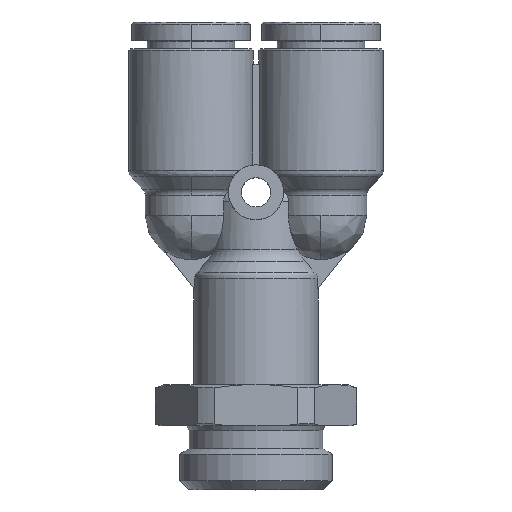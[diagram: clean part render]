
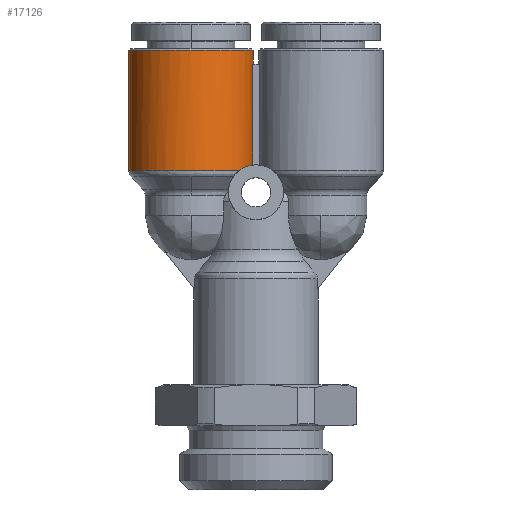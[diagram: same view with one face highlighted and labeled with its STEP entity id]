
A CAD part, top view. The second image highlights one B-rep face of the part: STEP entity #17126.
In plain terms, the highlighted cylindrical face has radius 6.8 mm (diameter 13.6 mm), a partial arc.
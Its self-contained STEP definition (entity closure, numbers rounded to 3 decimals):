
#207 = ORIENTED_EDGE ( 'NONE', *, *, #20592, .F. ) ;
#1194 = CIRCLE ( 'NONE', #20563, 6.8 ) ;
#1338 = EDGE_LOOP ( 'NONE', ( #9659, #24675, #8000, #5416, #207, #6155, #27139, #16593 ) ) ;
#1495 = EDGE_CURVE ( 'NONE', #20697, #27727, #20372, .T. ) ;
#1893 = VECTOR ( 'NONE', #21979, 1000. ) ;
#2195 = CIRCLE ( 'NONE', #25425, 6.8 ) ;
#3635 = VERTEX_POINT ( 'NONE', #12119 ) ;
#4280 = CIRCLE ( 'NONE', #12722, 6.8 ) ;
#4392 = CARTESIAN_POINT ( 'NONE',  ( 4.528, 0., -6.8 ) ) ;
#4479 = AXIS2_PLACEMENT_3D ( 'NONE', #24761, #14518, #29421 ) ;
#4857 = CARTESIAN_POINT ( 'NONE',  ( 0.048, 4.067, 5.457 ) ) ;
#4940 = DIRECTION ( 'NONE',  ( 1., 0., 0. ) ) ;
#4980 = CIRCLE ( 'NONE', #11277, 6.8 ) ;
#5345 = VECTOR ( 'NONE', #4940, 1000. ) ;
#5416 = ORIENTED_EDGE ( 'NONE', *, *, #21311, .T. ) ;
#5583 = EDGE_CURVE ( 'NONE', #3635, #20697, #18541, .T. ) ;
#6155 = ORIENTED_EDGE ( 'NONE', *, *, #14406, .T. ) ;
#6927 = CARTESIAN_POINT ( 'NONE',  ( -0.089, 0., -6.8 ) ) ;
#7070 = DIRECTION ( 'NONE',  ( 1., 0., 0. ) ) ;
#7075 = VERTEX_POINT ( 'NONE', #6927 ) ;
#7147 = CARTESIAN_POINT ( 'NONE',  ( 0.354, 3.048, 6.086 ) ) ;
#7256 = CYLINDRICAL_SURFACE ( 'NONE', #4479, 6.8 ) ;
#7362 = DIRECTION ( 'NONE',  ( -1., 0., 0. ) ) ;
#7570 = CARTESIAN_POINT ( 'NONE',  ( 0.3, 3.322, 5.941 ) ) ;
#8000 = ORIENTED_EDGE ( 'NONE', *, *, #19314, .T. ) ;
#9659 = ORIENTED_EDGE ( 'NONE', *, *, #19926, .T. ) ;
#9736 = CARTESIAN_POINT ( 'NONE',  ( 0.471, 2.206, 6.461 ) ) ;
#10251 = CARTESIAN_POINT ( 'NONE',  ( 11.528, 0., 0. ) ) ;
#10252 = CARTESIAN_POINT ( 'NONE',  ( 11.528, 1., 6.726 ) ) ;
#11277 = AXIS2_PLACEMENT_3D ( 'NONE', #12324, #7362, #27206 ) ;
#12078 = CARTESIAN_POINT ( 'NONE',  ( 4.528, 1., 6.726 ) ) ;
#12119 = CARTESIAN_POINT ( 'NONE',  ( -0.089, 4.287, 5.279 ) ) ;
#12324 = CARTESIAN_POINT ( 'NONE',  ( 13.028, 0., 0. ) ) ;
#12722 = AXIS2_PLACEMENT_3D ( 'NONE', #10251, #20359, #27505 ) ;
#12974 = VECTOR ( 'NONE', #30903, 1000. ) ;
#13749 = LINE ( 'NONE', #24287, #12974 ) ;
#14406 = EDGE_CURVE ( 'NONE', #7075, #3635, #1194, .T. ) ;
#14518 = DIRECTION ( 'NONE',  ( 1., 0., 0. ) ) ;
#14557 = VERTEX_POINT ( 'NONE', #27879 ) ;
#14574 = CARTESIAN_POINT ( 'NONE',  ( 0.504, 1., 6.726 ) ) ;
#14757 = CARTESIAN_POINT ( 'NONE',  ( 0.504, 1., 6.726 ) ) ;
#14985 = CARTESIAN_POINT ( 'NONE',  ( 13.028, 0., -6.8 ) ) ;
#16593 = ORIENTED_EDGE ( 'NONE', *, *, #1495, .T. ) ;
#17126 = ADVANCED_FACE ( 'NONE', ( #25794 ), #7256, .T. ) ;
#17857 = CARTESIAN_POINT ( 'NONE',  ( 11.528, 0., 6.8 ) ) ;
#18541 = B_SPLINE_CURVE_WITH_KNOTS ( 'NONE', 3,
 ( #29375, #4857, #27203, #7570, #7147, #9736, #29266, #14574 ),
 .UNSPECIFIED., .F., .F.,
 ( 4, 2, 2, 4 ),
 ( 0., 0.001, 0.002, 0.004 ),
 .UNSPECIFIED. ) ;
#19314 = EDGE_CURVE ( 'NONE', #27551, #14557, #4980, .T. ) ;
#19344 = CARTESIAN_POINT ( 'NONE',  ( -0.089, 0., 0. ) ) ;
#19926 = EDGE_CURVE ( 'NONE', #27727, #25030, #4280, .T. ) ;
#20359 = DIRECTION ( 'NONE',  ( 1., 0., 0. ) ) ;
#20372 = LINE ( 'NONE', #12078, #5345 ) ;
#20563 = AXIS2_PLACEMENT_3D ( 'NONE', #19344, #7070, #24304 ) ;
#20592 = EDGE_CURVE ( 'NONE', #7075, #27853, #31673, .T. ) ;
#20697 = VERTEX_POINT ( 'NONE', #14757 ) ;
#20814 = CARTESIAN_POINT ( 'NONE',  ( 13.028, 0., 0. ) ) ;
#21311 = EDGE_CURVE ( 'NONE', #14557, #27853, #2195, .T. ) ;
#21979 = DIRECTION ( 'NONE',  ( 1., 0., 0. ) ) ;
#22582 = EDGE_CURVE ( 'NONE', #25030, #27551, #13749, .T. ) ;
#23518 = DIRECTION ( 'NONE',  ( -1., 0., 0. ) ) ;
#24287 = CARTESIAN_POINT ( 'NONE',  ( 4.528, 0., 6.8 ) ) ;
#24304 = DIRECTION ( 'NONE',  ( 0., 0., -1. ) ) ;
#24675 = ORIENTED_EDGE ( 'NONE', *, *, #22582, .T. ) ;
#24761 = CARTESIAN_POINT ( 'NONE',  ( 4.528, 0., 0. ) ) ;
#25030 = VERTEX_POINT ( 'NONE', #17857 ) ;
#25425 = AXIS2_PLACEMENT_3D ( 'NONE', #20814, #23518, #25986 ) ;
#25794 = FACE_OUTER_BOUND ( 'NONE', #1338, .T. ) ;
#25986 = DIRECTION ( 'NONE',  ( 0., 0., -1. ) ) ;
#27139 = ORIENTED_EDGE ( 'NONE', *, *, #5583, .T. ) ;
#27203 = CARTESIAN_POINT ( 'NONE',  ( 0.147, 3.83, 5.627 ) ) ;
#27206 = DIRECTION ( 'NONE',  ( 0., 0., -1. ) ) ;
#27505 = DIRECTION ( 'NONE',  ( 0., 0., -1. ) ) ;
#27551 = VERTEX_POINT ( 'NONE', #30577 ) ;
#27727 = VERTEX_POINT ( 'NONE', #10252 ) ;
#27853 = VERTEX_POINT ( 'NONE', #14985 ) ;
#27879 = CARTESIAN_POINT ( 'NONE',  ( 13.028, 6.8, 0. ) ) ;
#29266 = CARTESIAN_POINT ( 'NONE',  ( 0.493, 1.616, 6.634 ) ) ;
#29375 = CARTESIAN_POINT ( 'NONE',  ( -0.089, 4.287, 5.279 ) ) ;
#29421 = DIRECTION ( 'NONE',  ( 0., 0., -1. ) ) ;
#30577 = CARTESIAN_POINT ( 'NONE',  ( 13.028, 0., 6.8 ) ) ;
#30903 = DIRECTION ( 'NONE',  ( 1., 0., 0. ) ) ;
#31673 = LINE ( 'NONE', #4392, #1893 ) ;
